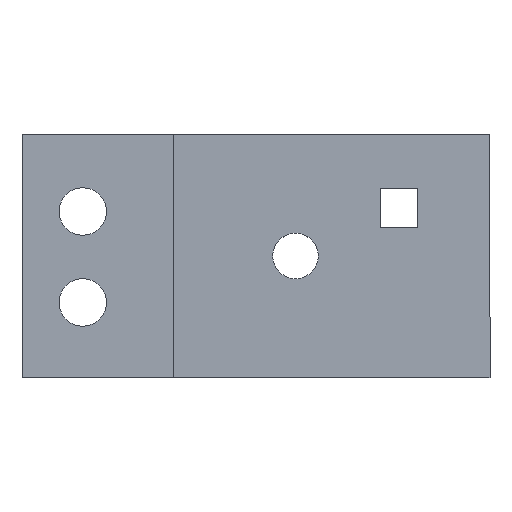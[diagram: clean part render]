
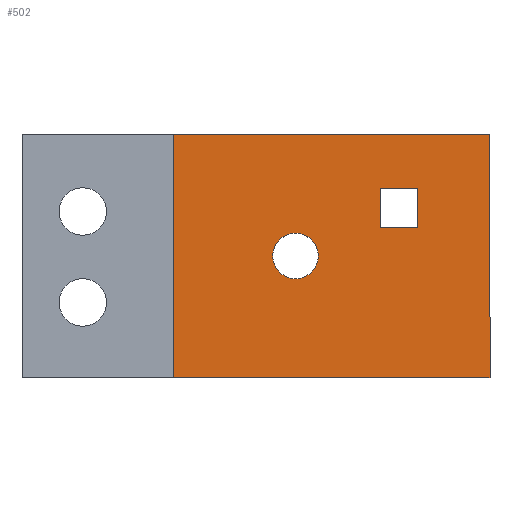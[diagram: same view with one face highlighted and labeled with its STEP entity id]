
A CAD part, top view. The second image highlights one B-rep face of the part: STEP entity #502.
In plain terms, the highlighted planar face has unit normal (0, 0, 1).
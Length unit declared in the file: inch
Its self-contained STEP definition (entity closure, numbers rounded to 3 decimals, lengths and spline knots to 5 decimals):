
#12 = EDGE_CURVE ( 'NONE', #255, #98, #341, .T. ) ;
#35 = EDGE_CURVE ( 'NONE', #259, #98, #435, .T. ) ;
#41 = VERTEX_POINT ( 'NONE', #508 ) ;
#53 = EDGE_CURVE ( 'NONE', #41, #169, #637, .T. ) ;
#60 = ORIENTED_EDGE ( 'NONE', *, *, #35, .F. ) ;
#85 = ORIENTED_EDGE ( 'NONE', *, *, #53, .F. ) ;
#98 = VERTEX_POINT ( 'NONE', #941 ) ;
#104 = EDGE_LOOP ( 'NONE', ( #60, #220, #1057, #714 ) ) ;
#125 = VERTEX_POINT ( 'NONE', #400 ) ;
#127 = ORIENTED_EDGE ( 'NONE', *, *, #297, .F. ) ;
#134 = VERTEX_POINT ( 'NONE', #434 ) ;
#159 = EDGE_CURVE ( 'NONE', #125, #255, #562, .T. ) ;
#160 = VERTEX_POINT ( 'NONE', #566 ) ;
#169 = VERTEX_POINT ( 'NONE', #589 ) ;
#196 = EDGE_CURVE ( 'NONE', #160, #41, #674, .T. ) ;
#204 = EDGE_CURVE ( 'NONE', #169, #134, #755, .T. ) ;
#213 = EDGE_CURVE ( 'NONE', #283, #1041, #771, .T. ) ;
#220 = ORIENTED_EDGE ( 'NONE', *, *, #909, .T. ) ;
#255 = VERTEX_POINT ( 'NONE', #900 ) ;
#256 = ORIENTED_EDGE ( 'NONE', *, *, #196, .F. ) ;
#259 = VERTEX_POINT ( 'NONE', #917 ) ;
#264 = ORIENTED_EDGE ( 'NONE', *, *, #204, .F. ) ;
#265 = ORIENTED_EDGE ( 'NONE', *, *, #213, .F. ) ;
#283 = VERTEX_POINT ( 'NONE', #365 ) ;
#297 = EDGE_CURVE ( 'NONE', #1041, #283, #491, .T. ) ;
#305 = EDGE_LOOP ( 'NONE', ( #264, #85, #256, #910 ) ) ;
#308 = EDGE_LOOP ( 'NONE', ( #265, #127 ) ) ;
#341 = LINE ( 'NONE', #342, #343 ) ;
#342 = CARTESIAN_POINT ( 'NONE',  ( -0.03412, 2.01648, 0. ) ) ;
#343 = VECTOR ( 'NONE', #346, 39.37008 ) ;
#346 = DIRECTION ( 'NONE',  ( -1., 0., 0. ) ) ;
#365 = CARTESIAN_POINT ( 'NONE',  ( 2.40338, 1.01648, 0. ) ) ;
#400 = CARTESIAN_POINT ( 'NONE',  ( 3.81588, 0.01648, 0. ) ) ;
#434 = CARTESIAN_POINT ( 'NONE',  ( 2.91106, 1.2508, 0. ) ) ;
#435 = LINE ( 'NONE', #436, #437 ) ;
#436 = CARTESIAN_POINT ( 'NONE',  ( 1.21588, 0.01648, 0. ) ) ;
#437 = VECTOR ( 'NONE', #438, 39.37008 ) ;
#438 = DIRECTION ( 'NONE',  ( 0., 1., 0. ) ) ;
#491 = CIRCLE ( 'NONE', #492, 0.1875 ) ;
#492 = AXIS2_PLACEMENT_3D ( 'NONE', #493, #494, #495 ) ;
#493 = CARTESIAN_POINT ( 'NONE',  ( 2.21588, 1.01648, 0. ) ) ;
#494 = DIRECTION ( 'NONE',  ( 0., 0., 1. ) ) ;
#495 = DIRECTION ( 'NONE',  ( 1., 0., 0. ) ) ;
#502 = ADVANCED_FACE ( 'NONE', ( #692, #693, #694 ), #695, .T. ) ;
#508 = CARTESIAN_POINT ( 'NONE',  ( 3.22108, 1.56802, 0. ) ) ;
#524 = EDGE_CURVE ( 'NONE', #134, #160, #728, .T. ) ;
#562 = LINE ( 'NONE', #563, #564 ) ;
#563 = CARTESIAN_POINT ( 'NONE',  ( 3.81588, 2.01648, 0. ) ) ;
#564 = VECTOR ( 'NONE', #565, 39.37008 ) ;
#565 = DIRECTION ( 'NONE',  ( 0., 1., 0. ) ) ;
#566 = CARTESIAN_POINT ( 'NONE',  ( 3.22108, 1.2508, 0. ) ) ;
#589 = CARTESIAN_POINT ( 'NONE',  ( 2.91106, 1.56802, 0. ) ) ;
#637 = LINE ( 'NONE', #638, #639 ) ;
#638 = CARTESIAN_POINT ( 'NONE',  ( 2.91106, 1.56802, 0. ) ) ;
#639 = VECTOR ( 'NONE', #640, 39.37008 ) ;
#640 = DIRECTION ( 'NONE',  ( -1., 0., 0. ) ) ;
#674 = LINE ( 'NONE', #675, #676 ) ;
#675 = CARTESIAN_POINT ( 'NONE',  ( 3.22108, 1.56802, 0. ) ) ;
#676 = VECTOR ( 'NONE', #677, 39.37008 ) ;
#677 = DIRECTION ( 'NONE',  ( 0., 1., 0. ) ) ;
#692 = FACE_BOUND ( 'NONE', #305, .T. ) ;
#693 = FACE_BOUND ( 'NONE', #308, .T. ) ;
#694 = FACE_OUTER_BOUND ( 'NONE', #104, .T. ) ;
#695 = PLANE ( 'NONE',  #696 ) ;
#696 = AXIS2_PLACEMENT_3D ( 'NONE', #697, #698, #699 ) ;
#697 = CARTESIAN_POINT ( 'NONE',  ( -0.03412, 0.01648, 0. ) ) ;
#698 = DIRECTION ( 'NONE',  ( 0., 0., 1. ) ) ;
#699 = DIRECTION ( 'NONE',  ( 1., 0., 0. ) ) ;
#714 = ORIENTED_EDGE ( 'NONE', *, *, #12, .T. ) ;
#728 = LINE ( 'NONE', #729, #730 ) ;
#729 = CARTESIAN_POINT ( 'NONE',  ( 2.91106, 1.2508, 0. ) ) ;
#730 = VECTOR ( 'NONE', #731, 39.37008 ) ;
#731 = DIRECTION ( 'NONE',  ( 1., 0., 0. ) ) ;
#755 = LINE ( 'NONE', #756, #757 ) ;
#756 = CARTESIAN_POINT ( 'NONE',  ( 2.91106, 1.56802, 0. ) ) ;
#757 = VECTOR ( 'NONE', #758, 39.37008 ) ;
#758 = DIRECTION ( 'NONE',  ( 0., -1., 0. ) ) ;
#771 = CIRCLE ( 'NONE', #772, 0.1875 ) ;
#772 = AXIS2_PLACEMENT_3D ( 'NONE', #773, #774, #775 ) ;
#773 = CARTESIAN_POINT ( 'NONE',  ( 2.21588, 1.01648, 0. ) ) ;
#774 = DIRECTION ( 'NONE',  ( 0., 0., 1. ) ) ;
#775 = DIRECTION ( 'NONE',  ( 1., 0., 0. ) ) ;
#900 = CARTESIAN_POINT ( 'NONE',  ( 3.81588, 2.01648, 0. ) ) ;
#909 = EDGE_CURVE ( 'NONE', #259, #125, #937, .T. ) ;
#910 = ORIENTED_EDGE ( 'NONE', *, *, #524, .F. ) ;
#917 = CARTESIAN_POINT ( 'NONE',  ( 1.21588, 0.01648, 0. ) ) ;
#937 = LINE ( 'NONE', #938, #939 ) ;
#938 = CARTESIAN_POINT ( 'NONE',  ( -0.03412, 0.01648, 0. ) ) ;
#939 = VECTOR ( 'NONE', #940, 39.37008 ) ;
#940 = DIRECTION ( 'NONE',  ( 1., 0., 0. ) ) ;
#941 = CARTESIAN_POINT ( 'NONE',  ( 1.21588, 2.01648, 0. ) ) ;
#979 = CARTESIAN_POINT ( 'NONE',  ( 2.02838, 1.01648, 0. ) ) ;
#1041 = VERTEX_POINT ( 'NONE', #979 ) ;
#1057 = ORIENTED_EDGE ( 'NONE', *, *, #159, .T. ) ;
